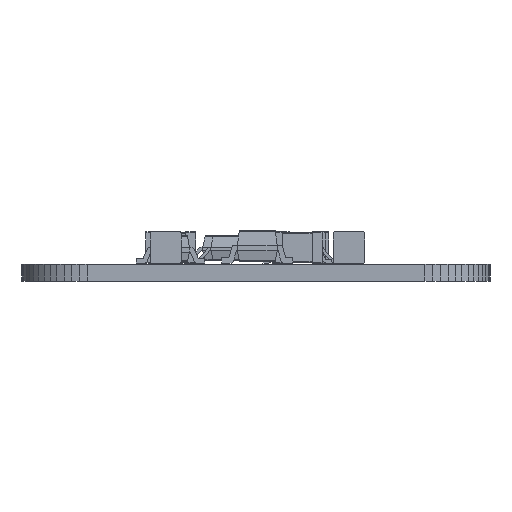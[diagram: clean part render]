
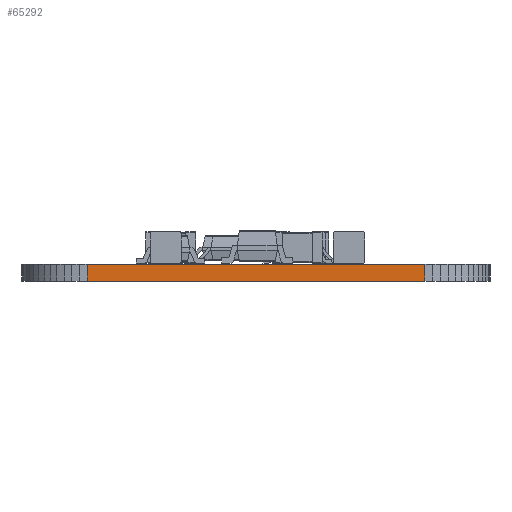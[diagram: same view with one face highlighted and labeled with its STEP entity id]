
A CAD part, front view. The second image highlights one B-rep face of the part: STEP entity #65292.
In plain terms, the highlighted planar face has unit normal (0, -1, 0).
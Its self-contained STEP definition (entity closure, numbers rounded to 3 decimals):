
#56891 = PLANE('',#56892);
#56892 = AXIS2_PLACEMENT_3D('',#56893,#56894,#56895);
#56893 = CARTESIAN_POINT('',(7.619,-39.369,0.68));
#56894 = DIRECTION('',(-0.,-0.,-1.));
#56895 = DIRECTION('',(-1.,0.,0.));
#56945 = PLANE('',#56946);
#56946 = AXIS2_PLACEMENT_3D('',#56947,#56948,#56949);
#56947 = CARTESIAN_POINT('',(7.619,-39.369,0.));
#56948 = DIRECTION('',(-0.,-0.,-1.));
#56949 = DIRECTION('',(-1.,0.,0.));
#57754 = VERTEX_POINT('',#57755);
#57755 = CARTESIAN_POINT('',(14.404,-81.354,0.));
#57769 = PLANE('',#57770);
#57770 = AXIS2_PLACEMENT_3D('',#57771,#57772,#57773);
#57771 = CARTESIAN_POINT('',(14.719,-81.335,0.));
#57772 = DIRECTION('',(0.06,-0.998,0.));
#57773 = DIRECTION('',(-0.998,-0.06,0.));
#57781 = EDGE_CURVE('',#57754,#57782,#57784,.T.);
#57782 = VERTEX_POINT('',#57783);
#57783 = CARTESIAN_POINT('',(0.836,-81.354,0.));
#57784 = SURFACE_CURVE('',#57785,(#57789,#57796),.PCURVE_S1.);
#57785 = LINE('',#57786,#57787);
#57786 = CARTESIAN_POINT('',(14.404,-81.354,0.));
#57787 = VECTOR('',#57788,1.);
#57788 = DIRECTION('',(-1.,0.,0.));
#57789 = PCURVE('',#56945,#57790);
#57790 = DEFINITIONAL_REPRESENTATION('',(#57791),#57795);
#57791 = LINE('',#57792,#57793);
#57792 = CARTESIAN_POINT('',(-6.785,-41.984));
#57793 = VECTOR('',#57794,1.);
#57794 = DIRECTION('',(1.,0.));
#57795 = ( GEOMETRIC_REPRESENTATION_CONTEXT(2) 
PARAMETRIC_REPRESENTATION_CONTEXT() REPRESENTATION_CONTEXT('2D SPACE',''
  ) );
#57796 = PCURVE('',#57797,#57802);
#57797 = PLANE('',#57798);
#57798 = AXIS2_PLACEMENT_3D('',#57799,#57800,#57801);
#57799 = CARTESIAN_POINT('',(14.404,-81.354,0.));
#57800 = DIRECTION('',(0.,-1.,0.));
#57801 = DIRECTION('',(-1.,0.,0.));
#57802 = DEFINITIONAL_REPRESENTATION('',(#57803),#57807);
#57803 = LINE('',#57804,#57805);
#57804 = CARTESIAN_POINT('',(0.,0.));
#57805 = VECTOR('',#57806,1.);
#57806 = DIRECTION('',(1.,0.));
#57807 = ( GEOMETRIC_REPRESENTATION_CONTEXT(2) 
PARAMETRIC_REPRESENTATION_CONTEXT() REPRESENTATION_CONTEXT('2D SPACE',''
  ) );
#57825 = PLANE('',#57826);
#57826 = AXIS2_PLACEMENT_3D('',#57827,#57828,#57829);
#57827 = CARTESIAN_POINT('',(0.836,-81.354,0.));
#57828 = DIRECTION('',(-0.06,-0.998,0.));
#57829 = DIRECTION('',(-0.998,0.06,0.));
#61362 = VERTEX_POINT('',#61363);
#61363 = CARTESIAN_POINT('',(14.404,-81.354,0.68));
#61384 = EDGE_CURVE('',#61362,#61385,#61387,.T.);
#61385 = VERTEX_POINT('',#61386);
#61386 = CARTESIAN_POINT('',(0.836,-81.354,0.68));
#61387 = SURFACE_CURVE('',#61388,(#61392,#61399),.PCURVE_S1.);
#61388 = LINE('',#61389,#61390);
#61389 = CARTESIAN_POINT('',(14.404,-81.354,0.68));
#61390 = VECTOR('',#61391,1.);
#61391 = DIRECTION('',(-1.,0.,0.));
#61392 = PCURVE('',#56891,#61393);
#61393 = DEFINITIONAL_REPRESENTATION('',(#61394),#61398);
#61394 = LINE('',#61395,#61396);
#61395 = CARTESIAN_POINT('',(-6.785,-41.984));
#61396 = VECTOR('',#61397,1.);
#61397 = DIRECTION('',(1.,0.));
#61398 = ( GEOMETRIC_REPRESENTATION_CONTEXT(2) 
PARAMETRIC_REPRESENTATION_CONTEXT() REPRESENTATION_CONTEXT('2D SPACE',''
  ) );
#61399 = PCURVE('',#57797,#61400);
#61400 = DEFINITIONAL_REPRESENTATION('',(#61401),#61405);
#61401 = LINE('',#61402,#61403);
#61402 = CARTESIAN_POINT('',(0.,-0.68));
#61403 = VECTOR('',#61404,1.);
#61404 = DIRECTION('',(1.,0.));
#61405 = ( GEOMETRIC_REPRESENTATION_CONTEXT(2) 
PARAMETRIC_REPRESENTATION_CONTEXT() REPRESENTATION_CONTEXT('2D SPACE',''
  ) );
#65244 = EDGE_CURVE('',#57754,#61362,#65245,.T.);
#65245 = SURFACE_CURVE('',#65246,(#65250,#65257),.PCURVE_S1.);
#65246 = LINE('',#65247,#65248);
#65247 = CARTESIAN_POINT('',(14.404,-81.354,0.));
#65248 = VECTOR('',#65249,1.);
#65249 = DIRECTION('',(0.,0.,1.));
#65250 = PCURVE('',#57769,#65251);
#65251 = DEFINITIONAL_REPRESENTATION('',(#65252),#65256);
#65252 = LINE('',#65253,#65254);
#65253 = CARTESIAN_POINT('',(0.316,0.));
#65254 = VECTOR('',#65255,1.);
#65255 = DIRECTION('',(0.,-1.));
#65256 = ( GEOMETRIC_REPRESENTATION_CONTEXT(2) 
PARAMETRIC_REPRESENTATION_CONTEXT() REPRESENTATION_CONTEXT('2D SPACE',''
  ) );
#65257 = PCURVE('',#57797,#65258);
#65258 = DEFINITIONAL_REPRESENTATION('',(#65259),#65263);
#65259 = LINE('',#65260,#65261);
#65260 = CARTESIAN_POINT('',(0.,0.));
#65261 = VECTOR('',#65262,1.);
#65262 = DIRECTION('',(0.,-1.));
#65263 = ( GEOMETRIC_REPRESENTATION_CONTEXT(2) 
PARAMETRIC_REPRESENTATION_CONTEXT() REPRESENTATION_CONTEXT('2D SPACE',''
  ) );
#65292 = ADVANCED_FACE('',(#65293),#57797,.T.);
#65293 = FACE_BOUND('',#65294,.T.);
#65294 = EDGE_LOOP('',(#65295,#65296,#65297,#65318));
#65295 = ORIENTED_EDGE('',*,*,#65244,.T.);
#65296 = ORIENTED_EDGE('',*,*,#61384,.T.);
#65297 = ORIENTED_EDGE('',*,*,#65298,.F.);
#65298 = EDGE_CURVE('',#57782,#61385,#65299,.T.);
#65299 = SURFACE_CURVE('',#65300,(#65304,#65311),.PCURVE_S1.);
#65300 = LINE('',#65301,#65302);
#65301 = CARTESIAN_POINT('',(0.836,-81.354,0.));
#65302 = VECTOR('',#65303,1.);
#65303 = DIRECTION('',(0.,0.,1.));
#65304 = PCURVE('',#57797,#65305);
#65305 = DEFINITIONAL_REPRESENTATION('',(#65306),#65310);
#65306 = LINE('',#65307,#65308);
#65307 = CARTESIAN_POINT('',(13.569,0.));
#65308 = VECTOR('',#65309,1.);
#65309 = DIRECTION('',(0.,-1.));
#65310 = ( GEOMETRIC_REPRESENTATION_CONTEXT(2) 
PARAMETRIC_REPRESENTATION_CONTEXT() REPRESENTATION_CONTEXT('2D SPACE',''
  ) );
#65311 = PCURVE('',#57825,#65312);
#65312 = DEFINITIONAL_REPRESENTATION('',(#65313),#65317);
#65313 = LINE('',#65314,#65315);
#65314 = CARTESIAN_POINT('',(0.,0.));
#65315 = VECTOR('',#65316,1.);
#65316 = DIRECTION('',(0.,-1.));
#65317 = ( GEOMETRIC_REPRESENTATION_CONTEXT(2) 
PARAMETRIC_REPRESENTATION_CONTEXT() REPRESENTATION_CONTEXT('2D SPACE',''
  ) );
#65318 = ORIENTED_EDGE('',*,*,#57781,.F.);
